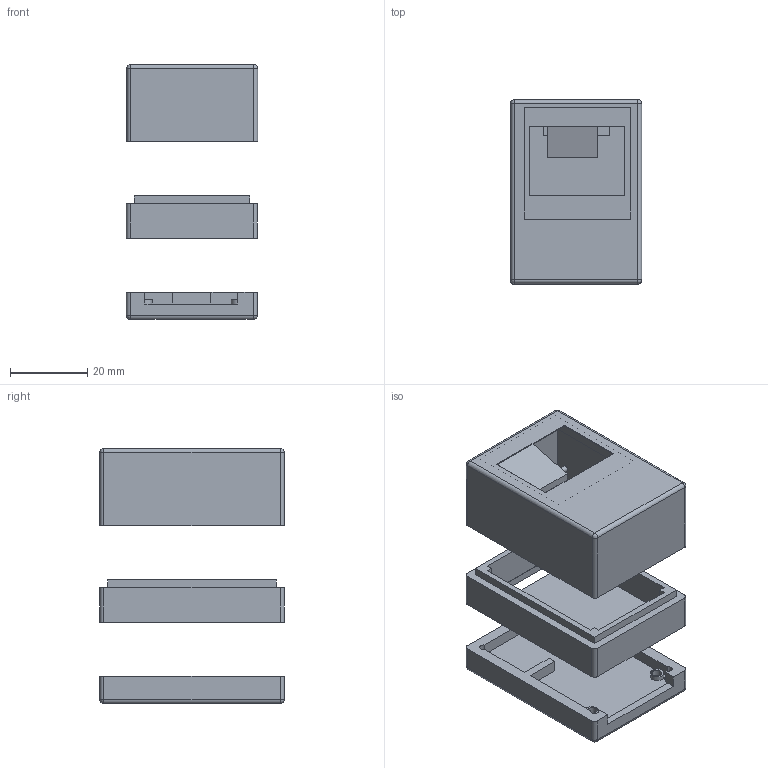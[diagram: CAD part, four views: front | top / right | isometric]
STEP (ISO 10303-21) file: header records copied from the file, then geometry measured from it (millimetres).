
FILE_DESCRIPTION(/* description */ (''),/* implementation_level */ '2;1');
FILE_NAME(/* name */ 'SoilMon.step',/* time_stamp */ '2025-08-13T17:09:11-07:00',/* author */ (''),/* organization */ (''),/* preprocessor_version */ 'ST-DEVELOPER v20.1',/* originating_system */ 'Autodesk Translation Framework v14.10.0.0',/* authorisation */ '');
FILE_SCHEMA (('AUTOMOTIVE_DESIGN { 1 0 10303 214 3 1 1 }'));
Length unit declared in the file: millimetre
Products named in the file (2): 7397K21_Miniature Panel-Mount Push-Button Switch; 2025-07-31-10-22-04-114
Assembly tree (1 placements, depth 2):
  7397K21_Miniature Panel-Mount Push-Button Switch
    2025-07-31-10-22-04-114
Bounding box: 34 x 47.68 x 66 mm (x, y, z)
Volume: 22492.3 mm3; surface area: 20533.9 mm2
Topology: 3 solids, 3 shells, 193 faces, 481 edges, 307 vertices
Faces by surface type: plane 143, cylinder 42, sphere 8
Full cylindrical faces by diameter (mm): 1.5 x4, 2 x8, 2.5 x2, 3.5 x2, 5 x4, 6.25 x1, 9.525 x1
Entity records: 5761 total; most frequent: CARTESIAN_POINT 984, DIRECTION 971, ORIENTED_EDGE 962, EDGE_CURVE 481, LINE 383, VECTOR 383, VERTEX_POINT 307, AXIS2_PLACEMENT_3D 294
